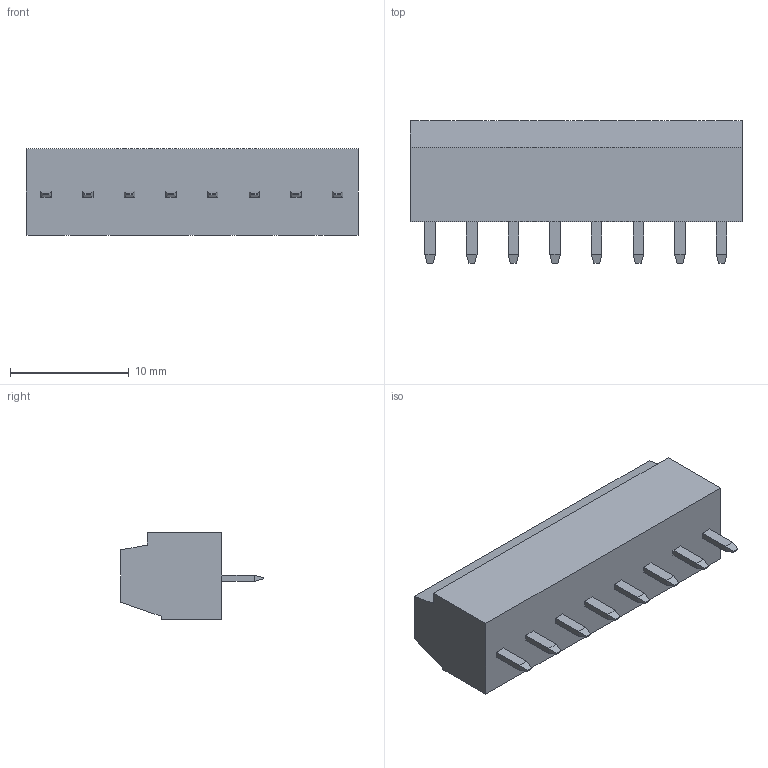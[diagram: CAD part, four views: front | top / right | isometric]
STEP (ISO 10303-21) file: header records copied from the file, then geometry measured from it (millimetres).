
FILE_DESCRIPTION(('FreeCAD Model'),'2;1');
FILE_NAME('Open CASCADE Shape Model','2024-06-29T15:53:29',(''),(''), 'Open CASCADE STEP processor 7.6','FreeCAD','Unknown');
FILE_SCHEMA(('AUTOMOTIVE_DESIGN { 1 0 10303 214 1 1 1 1 }'));
Length unit declared in the file: millimetre
Products named in the file (2): 393570008; SOLID
Assembly tree (1 placements, depth 2):
  393570008
    SOLID
Bounding box: 27.94 x 12.01 x 7.29 mm (x, y, z)
Volume: 1393.4 mm3; surface area: 1392.3 mm2
Topology: 1 solids, 1 shells, 226 faces, 520 edges, 320 vertices
Faces by surface type: plane 194, cone 16, cylinder 16
Entity records: 7848 total; most frequent: CARTESIAN_POINT 1068, DIRECTION 1056, ORIENTED_EDGE 1040, EDGE_CURVE 520, LINE 440, VECTOR 440, VERTEX_POINT 320, AXIS2_PLACEMENT_3D 308
